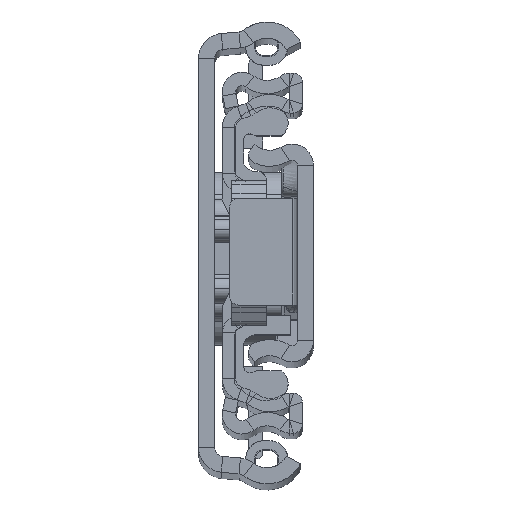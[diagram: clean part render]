
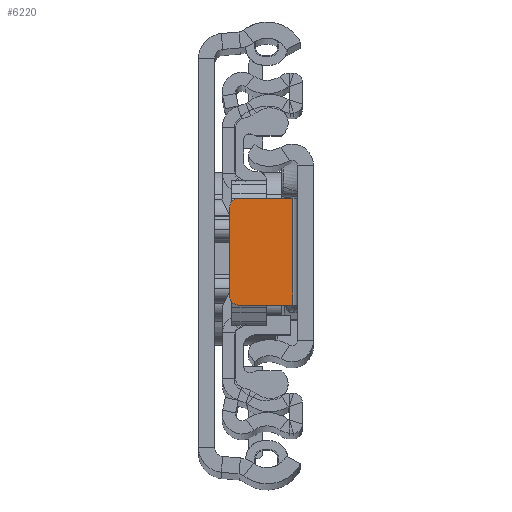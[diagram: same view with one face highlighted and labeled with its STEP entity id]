
A CAD part, top view. The second image highlights one B-rep face of the part: STEP entity #6220.
In plain terms, the highlighted planar face has unit normal (0, 0, 1).
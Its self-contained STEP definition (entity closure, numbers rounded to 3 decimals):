
#1211 = EDGE_CURVE ( 'NONE', #18532, #8275, #24704, .T. ) ;
#1591 = DIRECTION ( 'NONE',  ( 1., 0., 0. ) ) ;
#2075 = VERTEX_POINT ( 'NONE', #15455 ) ;
#2137 = DIRECTION ( 'NONE',  ( 0., -1., 0. ) ) ;
#3195 = CIRCLE ( 'NONE', #15023, 1. ) ;
#3640 = CARTESIAN_POINT ( 'NONE',  ( -8.4, -5.849, -6.8 ) ) ;
#4434 = CARTESIAN_POINT ( 'NONE',  ( -9.4, -5.849, -6.8 ) ) ;
#5237 = CARTESIAN_POINT ( 'NONE',  ( -2.3, 6.151, -6.8 ) ) ;
#5808 = AXIS2_PLACEMENT_3D ( 'NONE', #19335, #28765, #14824 ) ;
#6173 = EDGE_CURVE ( 'NONE', #2075, #28662, #14448, .T. ) ;
#6220 = ADVANCED_FACE ( 'NONE', ( #13482 ), #15676, .T. ) ;
#7598 = AXIS2_PLACEMENT_3D ( 'NONE', #15820, #12891, #1591 ) ;
#8205 = VERTEX_POINT ( 'NONE', #25661 ) ;
#8275 = VERTEX_POINT ( 'NONE', #5237 ) ;
#8883 = VERTEX_POINT ( 'NONE', #3640 ) ;
#9023 = ORIENTED_EDGE ( 'NONE', *, *, #15251, .T. ) ;
#10635 = VECTOR ( 'NONE', #12476, 1000. ) ;
#11012 = VECTOR ( 'NONE', #2137, 1000. ) ;
#11216 = DIRECTION ( 'NONE',  ( -1., 0., 0. ) ) ;
#11473 = ORIENTED_EDGE ( 'NONE', *, *, #6173, .F. ) ;
#12229 = EDGE_CURVE ( 'NONE', #8275, #8205, #13880, .T. ) ;
#12476 = DIRECTION ( 'NONE',  ( 1., 0., 0. ) ) ;
#12891 = DIRECTION ( 'NONE',  ( 0., 0., 1. ) ) ;
#13482 = FACE_OUTER_BOUND ( 'NONE', #15790, .T. ) ;
#13583 = DIRECTION ( 'NONE',  ( 1., 0., 0. ) ) ;
#13880 = LINE ( 'NONE', #23303, #11012 ) ;
#14448 = LINE ( 'NONE', #21730, #14489 ) ;
#14489 = VECTOR ( 'NONE', #24195, 1000. ) ;
#14824 = DIRECTION ( 'NONE',  ( 1., 0., 0. ) ) ;
#14955 = CARTESIAN_POINT ( 'NONE',  ( -1.8, 6.151, -6.8 ) ) ;
#15023 = AXIS2_PLACEMENT_3D ( 'NONE', #27669, #30295, #13583 ) ;
#15251 = EDGE_CURVE ( 'NONE', #18532, #28662, #3195, .T. ) ;
#15402 = ORIENTED_EDGE ( 'NONE', *, *, #19554, .T. ) ;
#15455 = CARTESIAN_POINT ( 'NONE',  ( -9.4, -4.849, -6.8 ) ) ;
#15676 = PLANE ( 'NONE',  #7598 ) ;
#15790 = EDGE_LOOP ( 'NONE', ( #11473, #15402, #27249, #17083, #26329, #9023 ) ) ;
#15820 = CARTESIAN_POINT ( 'NONE',  ( 0., 0., -6.8 ) ) ;
#17054 = CARTESIAN_POINT ( 'NONE',  ( -9.4, 5.151, -6.8 ) ) ;
#17083 = ORIENTED_EDGE ( 'NONE', *, *, #12229, .F. ) ;
#18354 = CARTESIAN_POINT ( 'NONE',  ( -8.4, 6.151, -6.8 ) ) ;
#18532 = VERTEX_POINT ( 'NONE', #18354 ) ;
#19335 = CARTESIAN_POINT ( 'NONE',  ( -8.4, -4.849, -6.8 ) ) ;
#19554 = EDGE_CURVE ( 'NONE', #2075, #8883, #19662, .T. ) ;
#19662 = CIRCLE ( 'NONE', #5808, 1. ) ;
#20815 = EDGE_CURVE ( 'NONE', #8205, #8883, #25614, .T. ) ;
#21730 = CARTESIAN_POINT ( 'NONE',  ( -9.4, 6.151, -6.8 ) ) ;
#23303 = CARTESIAN_POINT ( 'NONE',  ( -2.3, 6.151, -6.8 ) ) ;
#24195 = DIRECTION ( 'NONE',  ( 0., 1., 0. ) ) ;
#24704 = LINE ( 'NONE', #14955, #10635 ) ;
#25614 = LINE ( 'NONE', #4434, #28900 ) ;
#25661 = CARTESIAN_POINT ( 'NONE',  ( -2.3, -5.849, -6.8 ) ) ;
#26329 = ORIENTED_EDGE ( 'NONE', *, *, #1211, .F. ) ;
#27249 = ORIENTED_EDGE ( 'NONE', *, *, #20815, .F. ) ;
#27669 = CARTESIAN_POINT ( 'NONE',  ( -8.4, 5.151, -6.8 ) ) ;
#28662 = VERTEX_POINT ( 'NONE', #17054 ) ;
#28765 = DIRECTION ( 'NONE',  ( 0., 0., 1. ) ) ;
#28900 = VECTOR ( 'NONE', #11216, 1000. ) ;
#30295 = DIRECTION ( 'NONE',  ( 0., 0., 1. ) ) ;
